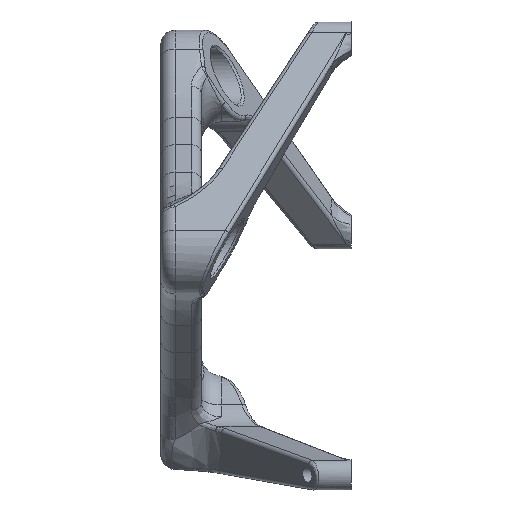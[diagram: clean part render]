
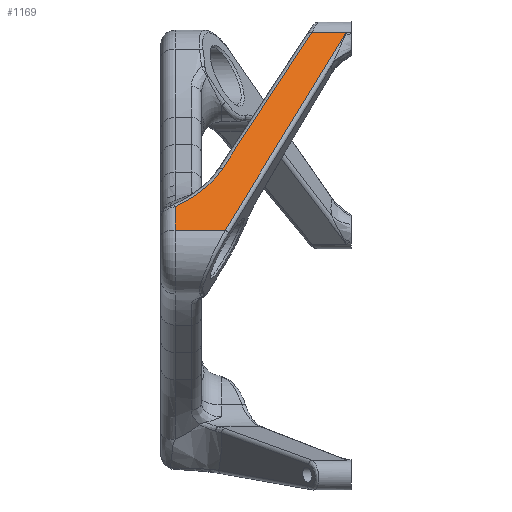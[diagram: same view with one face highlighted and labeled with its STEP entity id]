
A CAD part, left-side view. The second image highlights one B-rep face of the part: STEP entity #1169.
In plain terms, the highlighted face is planar.
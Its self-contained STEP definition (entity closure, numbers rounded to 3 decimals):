
#60=PLANE('',#1311);
#99=B_SPLINE_CURVE_WITH_KNOTS('',3,(#2861,#2862,#2863,#2864,#2865),
 .UNSPECIFIED.,.F.,.F.,(4,1,4),(-3.129,-1.788,0.),
 .UNSPECIFIED.);
#193=FACE_OUTER_BOUND('',#268,.T.);
#268=EDGE_LOOP('',(#1005,#1006,#1007,#1008,#1009,#1010));
#322=LINE('',#2427,#373);
#323=LINE('',#2707,#374);
#329=LINE('',#2856,#380);
#330=LINE('',#2858,#381);
#331=LINE('',#2860,#382);
#373=VECTOR('',#1551,10.);
#374=VECTOR('',#1564,10.);
#380=VECTOR('',#1602,10.);
#381=VECTOR('',#1603,10.);
#382=VECTOR('',#1604,10.);
#528=VERTEX_POINT('',#2271);
#531=VERTEX_POINT('',#2423);
#541=VERTEX_POINT('',#2704);
#542=VERTEX_POINT('',#2706);
#551=VERTEX_POINT('',#2857);
#552=VERTEX_POINT('',#2859);
#676=EDGE_CURVE('',#531,#528,#322,.T.);
#693=EDGE_CURVE('',#541,#542,#323,.T.);
#711=EDGE_CURVE('',#542,#531,#329,.T.);
#712=EDGE_CURVE('',#541,#551,#330,.T.);
#713=EDGE_CURVE('',#552,#551,#331,.T.);
#714=EDGE_CURVE('',#528,#552,#99,.T.);
#1005=ORIENTED_EDGE('',*,*,#676,.F.);
#1006=ORIENTED_EDGE('',*,*,#711,.F.);
#1007=ORIENTED_EDGE('',*,*,#693,.F.);
#1008=ORIENTED_EDGE('',*,*,#712,.T.);
#1009=ORIENTED_EDGE('',*,*,#713,.F.);
#1010=ORIENTED_EDGE('',*,*,#714,.F.);
#1169=ADVANCED_FACE('',(#193),#60,.T.);
#1311=AXIS2_PLACEMENT_3D('',#2855,#1600,#1601);
#1551=DIRECTION('',(-0.994,0.,-0.107));
#1564=DIRECTION('',(0.867,0.489,0.093));
#1600=DIRECTION('center_axis',(0.107,0.,-0.994));
#1601=DIRECTION('ref_axis',(0.994,0.,0.107));
#1602=DIRECTION('',(0.,1.,0.));
#1603=DIRECTION('',(0.,1.,0.));
#1604=DIRECTION('',(-0.853,-0.515,-0.091));
#2271=CARTESIAN_POINT('',(39.026,13.,-109.141));
#2423=CARTESIAN_POINT('',(51.71,13.,-107.781));
#2427=CARTESIAN_POINT('',(-30.038,13.,-116.547));
#2704=CARTESIAN_POINT('',(-54.442,-71.575,-119.164));
#2706=CARTESIAN_POINT('',(51.71,-11.731,-107.781));
#2707=CARTESIAN_POINT('',(28.484,-24.825,-110.271));
#2855=CARTESIAN_POINT('Origin',(-55.294,20.,-119.255));
#2856=CARTESIAN_POINT('',(51.71,0.,-107.781));
#2857=CARTESIAN_POINT('',(-54.442,-54.538,-119.164));
#2858=CARTESIAN_POINT('',(-54.442,-27.,-119.164));
#2859=CARTESIAN_POINT('',(18.87,-10.28,-111.302));
#2860=CARTESIAN_POINT('',(4.397,-19.018,-112.854));
#2861=CARTESIAN_POINT('Ctrl Pts',(39.026,13.,-109.141));
#2862=CARTESIAN_POINT('Ctrl Pts',(37.04,9.002,-109.354));
#2863=CARTESIAN_POINT('Ctrl Pts',(31.663,0.023,-109.931));
#2864=CARTESIAN_POINT('Ctrl Pts',(23.951,-7.212,-110.757));
#2865=CARTESIAN_POINT('Ctrl Pts',(18.87,-10.28,-111.302));
